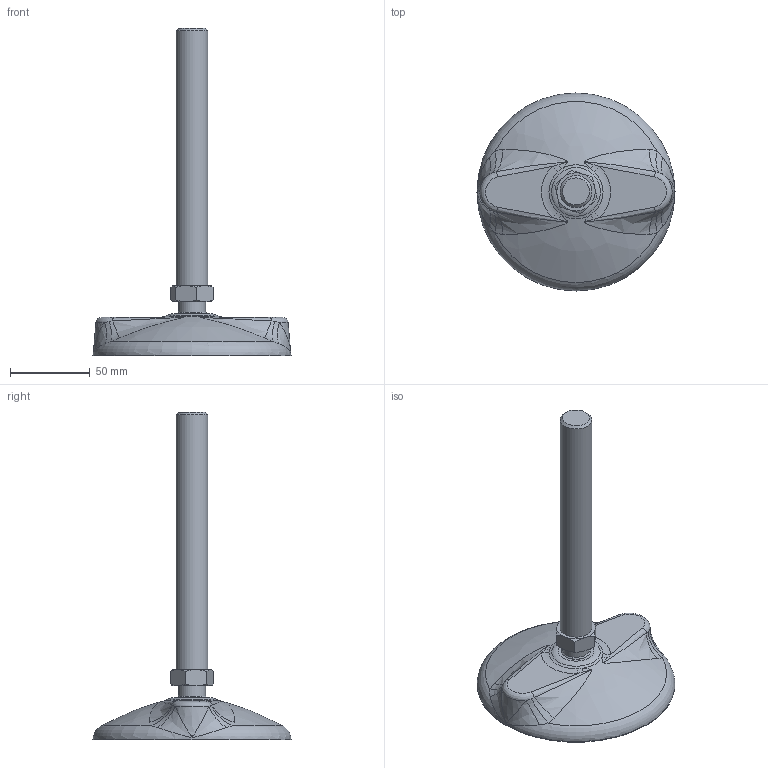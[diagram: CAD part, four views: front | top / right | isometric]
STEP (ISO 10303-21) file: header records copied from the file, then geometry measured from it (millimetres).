
FILE_DESCRIPTION(/* description */ ('PIEDE SNODATO D.124X205 M20 + ANTIVIBRANTE'),/* implementation_level */ '2;1');
FILE_NAME(/* name */ 'CPDSN0000040.stp',/* time_stamp */ '2022-11-22T14:20:49+01:00',/* author */ ('tecnico7'),/* organization */ (''),/* preprocessor_version */ 'ST-DEVELOPER v18.1',/* originating_system */ 'Autodesk Inventor 2022',/* authorisation */ '');
FILE_SCHEMA (('AUTOMOTIVE_DESIGN { 1 0 10303 214 3 1 1 }'));
Length unit declared in the file: millimetre
Products named in the file (3): CPDSN0000040; 3DSD001902; 440000025199
Assembly tree (2 placements, depth 2):
  CPDSN0000040
    3DSD001902
    440000025199
Bounding box: 124.01 x 124.01 x 205 mm (x, y, z)
Volume: 232261.7 mm3; surface area: 44760.2 mm2
Topology: 2 solids, 2 shells, 80 faces, 192 edges, 120 vertices
Faces by surface type: bspline 26, plane 20, cone 19, cylinder 6, torus 6, sphere 3
Full cylindrical faces by diameter (mm): 17 x1, 17.8 x1, 18.3 x1, 20 x1, 23.5 x1, 114.012 x1
Entity records: 7807 total; most frequent: CARTESIAN_POINT 5960, ORIENTED_EDGE 378, DIRECTION 335, EDGE_CURVE 189, AXIS2_PLACEMENT_3D 155, VERTEX_POINT 120, CIRCLE 96, EDGE_LOOP 87
